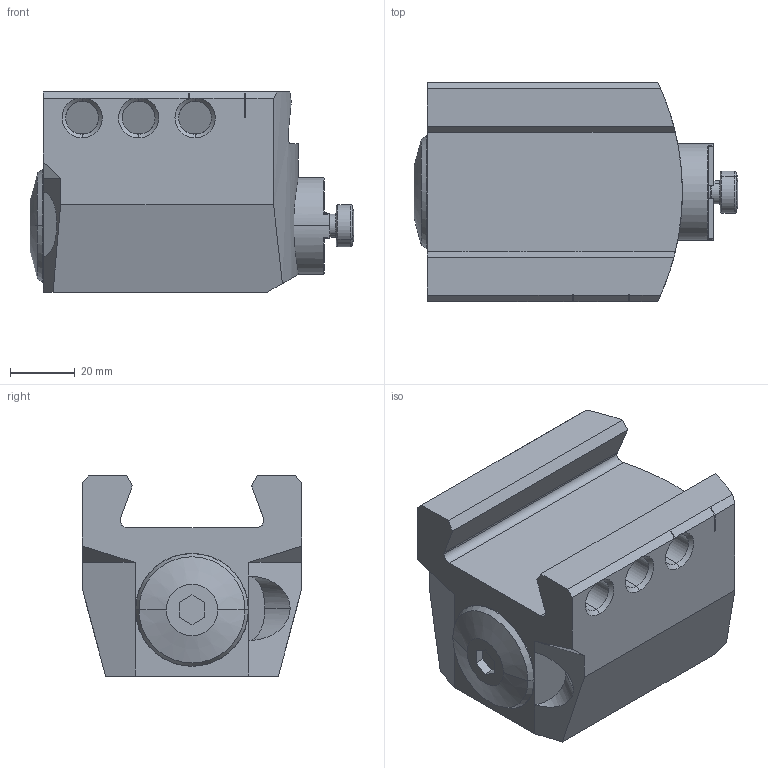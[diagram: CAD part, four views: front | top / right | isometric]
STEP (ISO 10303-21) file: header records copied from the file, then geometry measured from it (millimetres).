
FILE_DESCRIPTION(('no description'),'unknown implementation level');
FILE_NAME('D134990A-EAFF-4DBA-9F26-1D4D34C80A53_export.stp',' ',('CIMSOURCE GmbH'),('CADClick - KiM GmbH - www.kimweb.de'),'unknown preprocess','ACIS','unknown authorization');
FILE_SCHEMA(('automotive_design'));
Length unit declared in the file: millimetre
Products named in the file (3): 317.102A Kaiser EWN 150 X FK|317.133 Kaiser Werkzeugk�rper zu EWN150_Standard;NONE; 317.102A Kaiser EWN 150 X FK|317.169 Kaiser Werkzeugtr�ger zu EWN 150_Standard;NONE; 317.102A Kaiser EWN 150 X FK|690.141 Kaiser ETL M8_SW5X16A_Standard;NONE
Bounding box: 100.38 x 68 x 62 mm (x, y, z)
Volume: 232507 mm3; surface area: 42997.9 mm2
Topology: 3 solids, 3 shells, 167 faces, 422 edges, 258 vertices
Faces by surface type: plane 93, cylinder 38, cone 30, torus 6
Entity records: 9871 total; most frequent: CARTESIAN_POINT 1134, STYLED_ITEM 846, PRESENTATION_STYLE_ASSIGNMENT 846, COLOUR_RGB 846, ORIENTED_EDGE 836, DIRECTION 822, EDGE_CURVE 418, CURVE_STYLE 418
